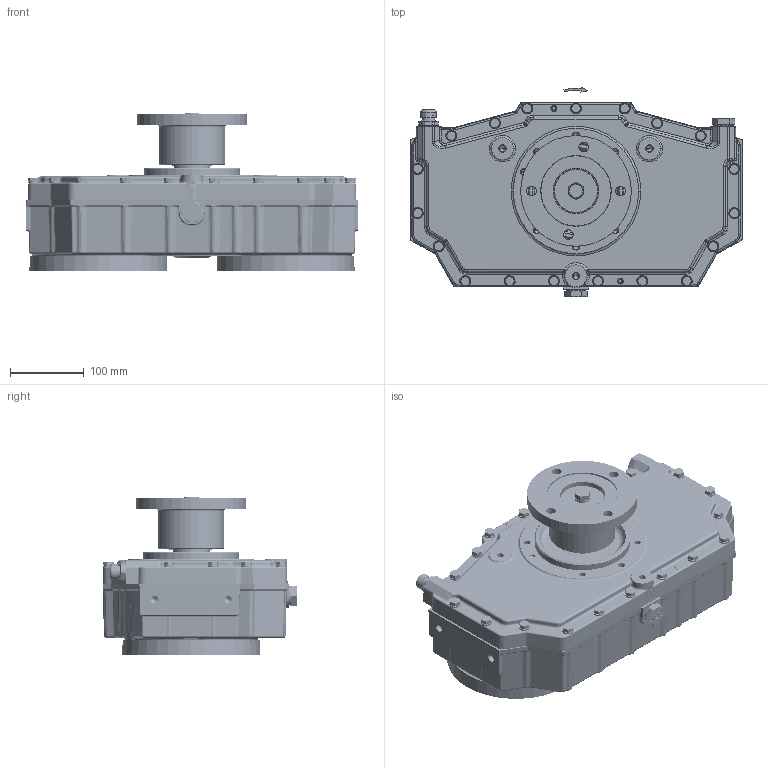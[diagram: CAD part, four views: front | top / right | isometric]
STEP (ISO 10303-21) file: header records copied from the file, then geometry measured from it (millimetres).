
FILE_DESCRIPTION (( 'STEP AP214' ), '1' );
FILE_NAME ('1029013A.STEP', '2015-04-22T09:42:09', ( '' ), ( '' ), 'SwSTEP 2.0', 'SolidWorks 2007', '' );
FILE_SCHEMA (( 'AUTOMOTIVE_DESIGN' ));
Length unit declared in the file: millimetre
Products named in the file (9): IT1041036_rev00-installation; IT2062313_rev00-installation; IT1054020_rev00-installation; ITam216-002_rev00-installation; IT1041103_rev00-installation; ITam216-001_rev01-installation; IT2021180_rev06-installation; 1029013A; ITB00110000_rev01-installation
Assembly tree (9 placements, depth 2):
  1029013A
    IT1054020_rev00-installation
    ITam216-002_rev00-installation
    IT2021180_rev06-installation  x2
    IT1041103_rev00-installation
    ITam216-001_rev01-installation
    ITB00110000_rev01-installation
    IT1041036_rev00-installation
    IT2062313_rev00-installation
Bounding box: 450 x 284.54 x 213.75 mm (x, y, z)
Volume: 2257411.4 mm3; surface area: 1371346.4 mm2
Topology: 32 solids, 107 shells, 4718 faces, 11550 edges, 7250 vertices
Faces by surface type: plane 1885, cylinder 1351, bspline 834, cone 369, torus 269, sphere 10
Entity records: 215509 total; most frequent: CARTESIAN_POINT 64675, ORIENTED_EDGE 21509, DIRECTION 19687, EDGE_CURVE 10761, AXIS2_PLACEMENT_3D 7141, VERTEX_POINT 6806, VECTOR 5405, LINE 5405
